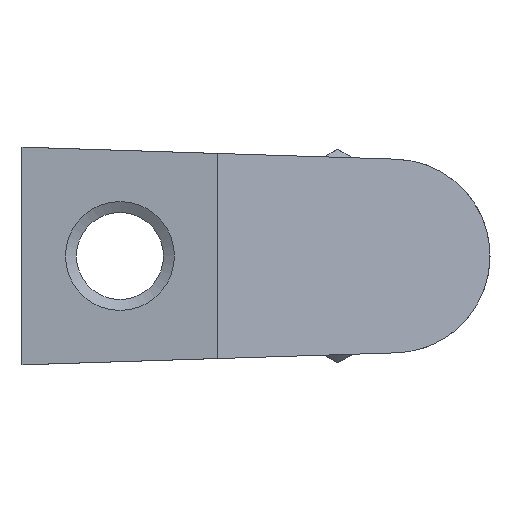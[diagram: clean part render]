
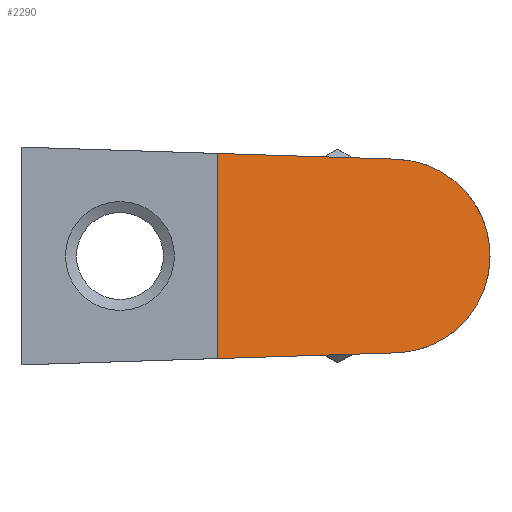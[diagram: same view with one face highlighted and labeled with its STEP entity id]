
A CAD part, front view. The second image highlights one B-rep face of the part: STEP entity #2290.
In plain terms, the highlighted planar face has unit normal (0.233, -0.972, 0).
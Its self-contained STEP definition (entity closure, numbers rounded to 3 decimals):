
#63 = CARTESIAN_POINT ( 'NONE',  ( 25.095, 3.863, -8.905 ) ) ;
#155 = ORIENTED_EDGE ( 'NONE', *, *, #1864, .F. ) ;
#220 = CARTESIAN_POINT ( 'NONE',  ( 9., 0., 10. ) ) ;
#239 = DIRECTION ( 'NONE',  ( 0., 0., -1. ) ) ;
#254 = EDGE_LOOP ( 'NONE', ( #1275, #155, #2013, #859 ) ) ;
#511 =( BOUNDED_CURVE ( )  B_SPLINE_CURVE ( 3, ( #2269, #2330, #2465, #2229 ),
 .UNSPECIFIED., .F., .F. ) 
 B_SPLINE_CURVE_WITH_KNOTS ( ( 4, 4 ),
 ( 1.571, 4.712 ),
 .UNSPECIFIED. ) 
 CURVE ( )  GEOMETRIC_REPRESENTATION_ITEM ( )  RATIONAL_B_SPLINE_CURVE ( ( 1., 0.333, 0.333, 1. ) ) 
 REPRESENTATION_ITEM ( '' )  );
#627 = EDGE_CURVE ( 'NONE', #1513, #2031, #1425, .T. ) ;
#800 = VECTOR ( 'NONE', #2292, 1000. ) ;
#813 = DIRECTION ( 'NONE',  ( -0.972, -0.233, 0. ) ) ;
#817 = DIRECTION ( 'NONE',  ( -0.233, 0.972, 0. ) ) ;
#859 = ORIENTED_EDGE ( 'NONE', *, *, #627, .T. ) ;
#878 = CARTESIAN_POINT ( 'NONE',  ( 25.095, 3.863, 8.905 ) ) ;
#910 = CARTESIAN_POINT ( 'NONE',  ( 34., 6., 10. ) ) ;
#1021 = CARTESIAN_POINT ( 'NONE',  ( 9., 0., -9.422 ) ) ;
#1205 = LINE ( 'NONE', #2170, #1879 ) ;
#1275 = ORIENTED_EDGE ( 'NONE', *, *, #1845, .F. ) ;
#1324 = CARTESIAN_POINT ( 'NONE',  ( 9., 0., 9.422 ) ) ;
#1425 = LINE ( 'NONE', #220, #2029 ) ;
#1513 = VERTEX_POINT ( 'NONE', #1324 ) ;
#1845 = EDGE_CURVE ( 'NONE', #2812, #2031, #2482, .T. ) ;
#1864 = EDGE_CURVE ( 'NONE', #2277, #2812, #511, .T. ) ;
#1879 = VECTOR ( 'NONE', #2148, 1000. ) ;
#1903 = EDGE_CURVE ( 'NONE', #2277, #1513, #1205, .T. ) ;
#2013 = ORIENTED_EDGE ( 'NONE', *, *, #1903, .T. ) ;
#2029 = VECTOR ( 'NONE', #239, 1000. ) ;
#2031 = VERTEX_POINT ( 'NONE', #1021 ) ;
#2129 = AXIS2_PLACEMENT_3D ( 'NONE', #910, #817, #813 ) ;
#2148 = DIRECTION ( 'NONE',  ( -0.972, -0.233, 0.031 ) ) ;
#2170 = CARTESIAN_POINT ( 'NONE',  ( 33.958, 5.99, 8.621 ) ) ;
#2229 = CARTESIAN_POINT ( 'NONE',  ( 25.095, 3.863, -8.905 ) ) ;
#2233 = FACE_OUTER_BOUND ( 'NONE', #254, .T. ) ;
#2269 = CARTESIAN_POINT ( 'NONE',  ( 25.095, 3.863, 8.905 ) ) ;
#2277 = VERTEX_POINT ( 'NONE', #878 ) ;
#2290 = ADVANCED_FACE ( 'NONE', ( #2233 ), #2584, .F. ) ;
#2292 = DIRECTION ( 'NONE',  ( -0.972, -0.233, -0.031 ) ) ;
#2330 = CARTESIAN_POINT ( 'NONE',  ( 42.905, 8.137, 8.905 ) ) ;
#2344 = CARTESIAN_POINT ( 'NONE',  ( 34.565, 6.136, -8.601 ) ) ;
#2465 = CARTESIAN_POINT ( 'NONE',  ( 42.905, 8.137, -8.905 ) ) ;
#2482 = LINE ( 'NONE', #2344, #800 ) ;
#2584 = PLANE ( 'NONE',  #2129 ) ;
#2812 = VERTEX_POINT ( 'NONE', #63 ) ;
